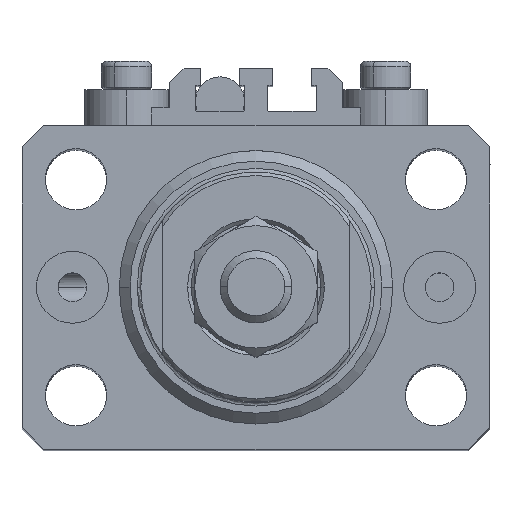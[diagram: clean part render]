
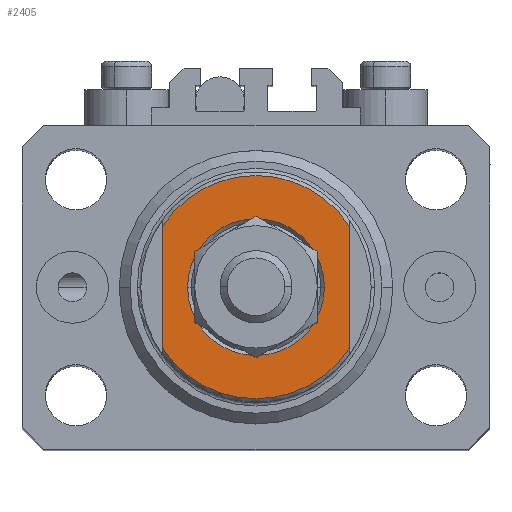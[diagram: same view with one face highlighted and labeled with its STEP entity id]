
A CAD part, top view. The second image highlights one B-rep face of the part: STEP entity #2405.
In plain terms, the highlighted face is planar.
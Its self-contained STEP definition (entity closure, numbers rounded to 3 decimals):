
#107 = DIRECTION ( 'NONE',  ( -1., 0., 0. ) ) ;
#355 = DIRECTION ( 'NONE',  ( 0., 0., -1. ) ) ;
#623 = ORIENTED_EDGE ( 'NONE', *, *, #45319, .F. ) ;
#703 = CARTESIAN_POINT ( 'NONE',  ( 13., 8.441, -6.5 ) ) ;
#1164 = VERTEX_POINT ( 'NONE', #29724 ) ;
#2405 = ADVANCED_FACE ( 'NONE', ( #28049, #34837 ), #12037, .T. ) ;
#2475 = VERTEX_POINT ( 'NONE', #39835 ) ;
#2997 = DIRECTION ( 'NONE',  ( 0., 0., 1. ) ) ;
#5665 = EDGE_CURVE ( 'NONE', #8133, #38040, #45624, .T. ) ;
#7048 = VECTOR ( 'NONE', #30324, 1000. ) ;
#7378 = CIRCLE ( 'NONE', #48204, 15.5 ) ;
#7879 = EDGE_CURVE ( 'NONE', #1164, #47132, #36731, .T. ) ;
#8133 = VERTEX_POINT ( 'NONE', #703 ) ;
#11610 = CARTESIAN_POINT ( 'NONE',  ( 13., -8.441, -6.5 ) ) ;
#12037 = PLANE ( 'NONE',  #28257 ) ;
#12680 = ORIENTED_EDGE ( 'NONE', *, *, #5665, .T. ) ;
#13389 = EDGE_LOOP ( 'NONE', ( #17494, #21067 ) ) ;
#14442 = EDGE_LOOP ( 'NONE', ( #26367, #12680, #15820, #623 ) ) ;
#15319 = CARTESIAN_POINT ( 'NONE',  ( 9.5, 0., -6.5 ) ) ;
#15820 = ORIENTED_EDGE ( 'NONE', *, *, #18007, .T. ) ;
#15863 = CARTESIAN_POINT ( 'NONE',  ( 0., 0., -6.5 ) ) ;
#16290 = DIRECTION ( 'NONE',  ( 0., 0., -1. ) ) ;
#16789 = CARTESIAN_POINT ( 'NONE',  ( 0., 0., -6.5 ) ) ;
#17494 = ORIENTED_EDGE ( 'NONE', *, *, #7879, .T. ) ;
#18007 = EDGE_CURVE ( 'NONE', #38040, #2475, #7378, .T. ) ;
#19843 = VERTEX_POINT ( 'NONE', #39069 ) ;
#20291 = DIRECTION ( 'NONE',  ( 0., 0., 1. ) ) ;
#21067 = ORIENTED_EDGE ( 'NONE', *, *, #46523, .T. ) ;
#23486 = AXIS2_PLACEMENT_3D ( 'NONE', #45341, #2997, #48371 ) ;
#25672 = EDGE_CURVE ( 'NONE', #19843, #8133, #32525, .T. ) ;
#26367 = ORIENTED_EDGE ( 'NONE', *, *, #25672, .T. ) ;
#27310 = DIRECTION ( 'NONE',  ( -1., 0., 0. ) ) ;
#28049 = FACE_BOUND ( 'NONE', #13389, .T. ) ;
#28257 = AXIS2_PLACEMENT_3D ( 'NONE', #16789, #16290, #27310 ) ;
#28977 = CIRCLE ( 'NONE', #23486, 9.5 ) ;
#29724 = CARTESIAN_POINT ( 'NONE',  ( -9.5, 0., -6.5 ) ) ;
#30324 = DIRECTION ( 'NONE',  ( 0., -1., 0. ) ) ;
#30399 = CARTESIAN_POINT ( 'NONE',  ( -13., -43.081, -6.5 ) ) ;
#32525 = CIRCLE ( 'NONE', #47748, 15.5 ) ;
#32856 = DIRECTION ( 'NONE',  ( -1., 0., 0. ) ) ;
#34153 = LINE ( 'NONE', #30399, #46665 ) ;
#34321 = CARTESIAN_POINT ( 'NONE',  ( 13., -43.081, -6.5 ) ) ;
#34328 = AXIS2_PLACEMENT_3D ( 'NONE', #39331, #20291, #39579 ) ;
#34837 = FACE_OUTER_BOUND ( 'NONE', #14442, .T. ) ;
#36731 = CIRCLE ( 'NONE', #34328, 9.5 ) ;
#38040 = VERTEX_POINT ( 'NONE', #11610 ) ;
#39069 = CARTESIAN_POINT ( 'NONE',  ( -13., 8.441, -6.5 ) ) ;
#39331 = CARTESIAN_POINT ( 'NONE',  ( 0., 0., -6.5 ) ) ;
#39579 = DIRECTION ( 'NONE',  ( -1., 0., 0. ) ) ;
#39835 = CARTESIAN_POINT ( 'NONE',  ( -13., -8.441, -6.5 ) ) ;
#41149 = DIRECTION ( 'NONE',  ( 0., 0., -1. ) ) ;
#41941 = DIRECTION ( 'NONE',  ( 0., -1., 0. ) ) ;
#44664 = CARTESIAN_POINT ( 'NONE',  ( 0., 0., -6.5 ) ) ;
#45319 = EDGE_CURVE ( 'NONE', #19843, #2475, #34153, .T. ) ;
#45341 = CARTESIAN_POINT ( 'NONE',  ( 0., 0., -6.5 ) ) ;
#45624 = LINE ( 'NONE', #34321, #7048 ) ;
#46523 = EDGE_CURVE ( 'NONE', #47132, #1164, #28977, .T. ) ;
#46665 = VECTOR ( 'NONE', #41941, 1000. ) ;
#47132 = VERTEX_POINT ( 'NONE', #15319 ) ;
#47748 = AXIS2_PLACEMENT_3D ( 'NONE', #15863, #355, #107 ) ;
#48204 = AXIS2_PLACEMENT_3D ( 'NONE', #44664, #41149, #32856 ) ;
#48371 = DIRECTION ( 'NONE',  ( -1., 0., 0. ) ) ;
